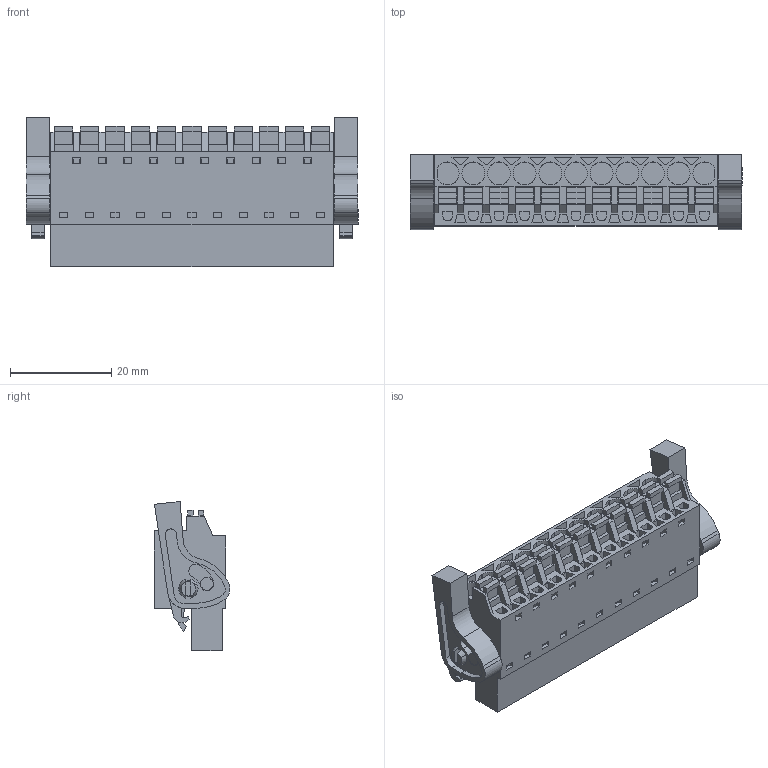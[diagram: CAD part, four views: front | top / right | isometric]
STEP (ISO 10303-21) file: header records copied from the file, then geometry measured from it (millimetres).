
FILE_DESCRIPTION(('CATIA V5 STEP Exchange','CAx-IF Rec.Pracs.--- Model Styling and Organization---1.2---2011-12-15'),'2;1');
FILE_NAME ('D1446629_0_1014470000_1014470000.stp','2017-04-29T06:07:06+00:00',('none'),('Weidmueller'),'CATIA Version 5-6 Release 2014','CATIA V5 STEP AP214','none');
FILE_SCHEMA(('AUTOMOTIVE_DESIGN { 1 0 10303 214 1 1 1 1 }'));
Length unit declared in the file: millimetre
Products named in the file (1): 1014470000
Bounding box: 65.7 x 14.96 x 29.52 mm (x, y, z)
Volume: 14425.9 mm3; surface area: 10630.8 mm2
Topology: 14 solids, 14 shells, 903 faces, 2570 edges, 1782 vertices
Faces by surface type: plane 752, cylinder 142, cone 8, extrusion 1
Entity records: 28985 total; most frequent: CARTESIAN_POINT 5541, ORIENTED_EDGE 5140, DIRECTION 3708, EDGE_CURVE 2570, VECTOR 2249, LINE 2248, VERTEX_POINT 1782, EDGE_LOOP 1038
